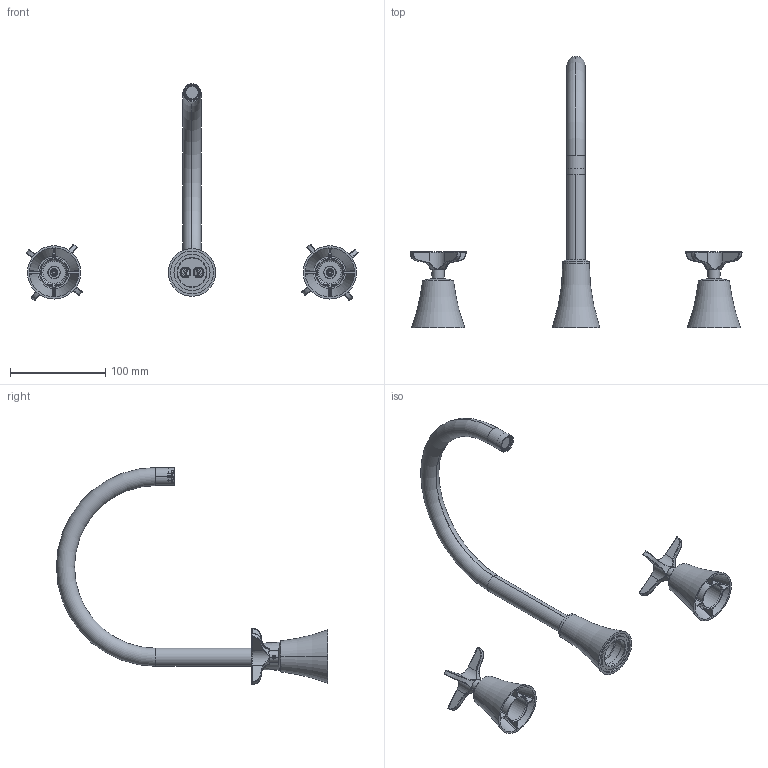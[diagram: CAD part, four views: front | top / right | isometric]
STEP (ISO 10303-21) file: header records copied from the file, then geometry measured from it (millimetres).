
FILE_DESCRIPTION (( 'STEP AP203' ), '1' );
FILE_NAME ('91AP06099.STEP', '2021-11-17T10:04:50', ( '' ), ( '' ), 'SwSTEP 2.0', 'SolidWorks 2021', '' );
FILE_SCHEMA (( 'CONFIG_CONTROL_DESIGN' ));
Length unit declared in the file: millimetre
Products named in the file (1): 91AP06099
Bounding box: 349.03 x 284.98 x 228.15 mm (x, y, z)
Volume: 132274 mm3; surface area: 125878.4 mm2
Topology: 13 solids, 13 shells, 675 faces, 1716 edges, 1052 vertices
Faces by surface type: plane 242, cylinder 192, bspline 75, cone 62, torus 52, sphere 52
Entity records: 26694 total; most frequent: CARTESIAN_POINT 11235, ORIENTED_EDGE 3312, DIRECTION 3152, EDGE_CURVE 1656, AXIS2_PLACEMENT_3D 1267, VERTEX_POINT 1032, EDGE_LOOP 722, ADVANCED_FACE 675
